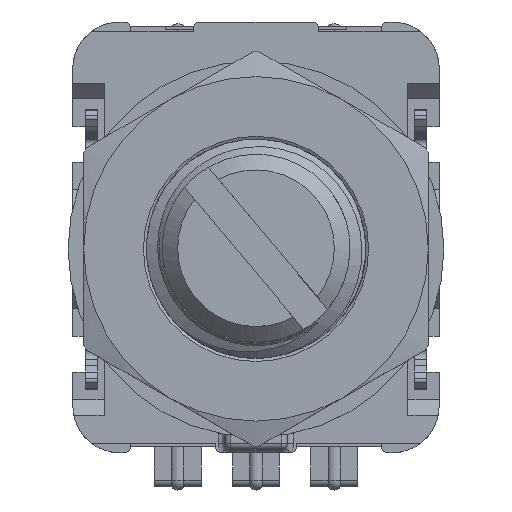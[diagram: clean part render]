
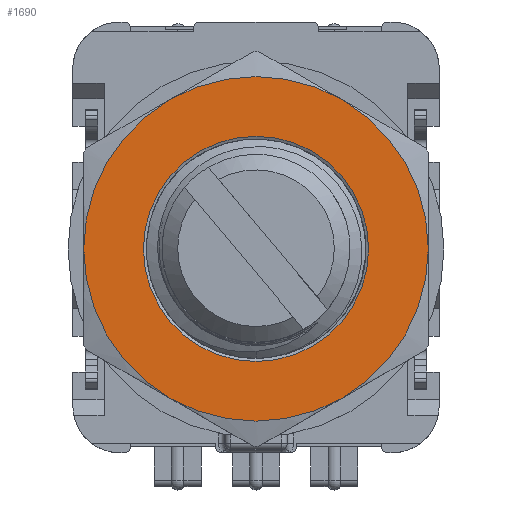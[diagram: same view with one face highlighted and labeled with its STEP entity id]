
A CAD part, top view. The second image highlights one B-rep face of the part: STEP entity #1690.
In plain terms, the highlighted planar face has unit normal (0, 0, 1).
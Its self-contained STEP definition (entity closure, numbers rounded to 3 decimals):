
#1690=ADVANCED_FACE('',(#12211,#12213),#12215,.T.);
#12211=FACE_BOUND('',#12212,.T.);
#12212=EDGE_LOOP('',(#17327,#17328,#17329,#17330,#17331,#17332));
#12213=FACE_BOUND('',#12214,.T.);
#12214=EDGE_LOOP('',(#17333));
#12215=PLANE('',#12216);
#12216=AXIS2_PLACEMENT_3D('',#12217,#12218,#12219);
#12217=CARTESIAN_POINT('',(0.,0.,3.3));
#12218=DIRECTION('',(0.,0.,1.));
#12219=DIRECTION('',(0.,-1.,0.));
#17327=ORIENTED_EDGE('',*,*,#20128,.F.);
#17328=ORIENTED_EDGE('',*,*,#20129,.F.);
#17329=ORIENTED_EDGE('',*,*,#20130,.F.);
#17330=ORIENTED_EDGE('',*,*,#20131,.F.);
#17331=ORIENTED_EDGE('',*,*,#20132,.F.);
#17332=ORIENTED_EDGE('',*,*,#20133,.F.);
#17333=ORIENTED_EDGE('',*,*,#20115,.T.);
#20115=EDGE_CURVE('',#21990,#21990,#21991,.T.);
#20128=EDGE_CURVE('',#22012,#22013,#22014,.T.);
#20129=EDGE_CURVE('',#22015,#22012,#22016,.T.);
#20130=EDGE_CURVE('',#22017,#22015,#22018,.T.);
#20131=EDGE_CURVE('',#22019,#22017,#22020,.T.);
#20132=EDGE_CURVE('',#22021,#22019,#22022,.T.);
#20133=EDGE_CURVE('',#22013,#22021,#22023,.T.);
#21990=VERTEX_POINT('',#27263);
#21991=CIRCLE('',#27264,3.594);
#22012=VERTEX_POINT('',#27770);
#22013=VERTEX_POINT('',#27771);
#22014=CIRCLE('',#27772,5.5);
#22015=VERTEX_POINT('',#27776);
#22016=CIRCLE('',#27777,5.5);
#22017=VERTEX_POINT('',#27781);
#22018=CIRCLE('',#27782,5.5);
#22019=VERTEX_POINT('',#27786);
#22020=CIRCLE('',#27787,5.5);
#22021=VERTEX_POINT('',#27791);
#22022=CIRCLE('',#27792,5.5);
#22023=CIRCLE('',#27796,5.5);
#27263=CARTESIAN_POINT('',(0.,-3.594,3.3));
#27264=AXIS2_PLACEMENT_3D('',#27265,#27266,#27267);
#27265=CARTESIAN_POINT('',(0.,0.,3.3));
#27266=DIRECTION('',(0.,0.,-1.));
#27267=DIRECTION('',(0.,-1.,0.));
#27770=CARTESIAN_POINT('',(5.5,0.,3.3));
#27771=CARTESIAN_POINT('',(2.75,-4.763,3.3));
#27772=AXIS2_PLACEMENT_3D('',#27773,#27774,#27775);
#27773=CARTESIAN_POINT('',(0.,0.,3.3));
#27774=DIRECTION('',(0.,0.,-1.));
#27775=DIRECTION('',(1.,0.,0.));
#27776=CARTESIAN_POINT('',(2.75,4.763,3.3));
#27777=AXIS2_PLACEMENT_3D('',#27778,#27779,#27780);
#27778=CARTESIAN_POINT('',(0.,0.,3.3));
#27779=DIRECTION('',(0.,0.,-1.));
#27780=DIRECTION('',(0.5,0.866,0.));
#27781=CARTESIAN_POINT('',(-2.75,4.763,3.3));
#27782=AXIS2_PLACEMENT_3D('',#27783,#27784,#27785);
#27783=CARTESIAN_POINT('',(0.,0.,3.3));
#27784=DIRECTION('',(0.,0.,-1.));
#27785=DIRECTION('',(-0.5,0.866,0.));
#27786=CARTESIAN_POINT('',(-5.5,0.,3.3));
#27787=AXIS2_PLACEMENT_3D('',#27788,#27789,#27790);
#27788=CARTESIAN_POINT('',(0.,0.,3.3));
#27789=DIRECTION('',(0.,0.,-1.));
#27790=DIRECTION('',(-1.,0.,0.));
#27791=CARTESIAN_POINT('',(-2.75,-4.763,3.3));
#27792=AXIS2_PLACEMENT_3D('',#27793,#27794,#27795);
#27793=CARTESIAN_POINT('',(0.,0.,3.3));
#27794=DIRECTION('',(0.,0.,-1.));
#27795=DIRECTION('',(-0.5,-0.866,0.));
#27796=AXIS2_PLACEMENT_3D('',#27797,#27798,#27799);
#27797=CARTESIAN_POINT('',(0.,0.,3.3));
#27798=DIRECTION('',(0.,0.,-1.));
#27799=DIRECTION('',(0.5,-0.866,0.));
